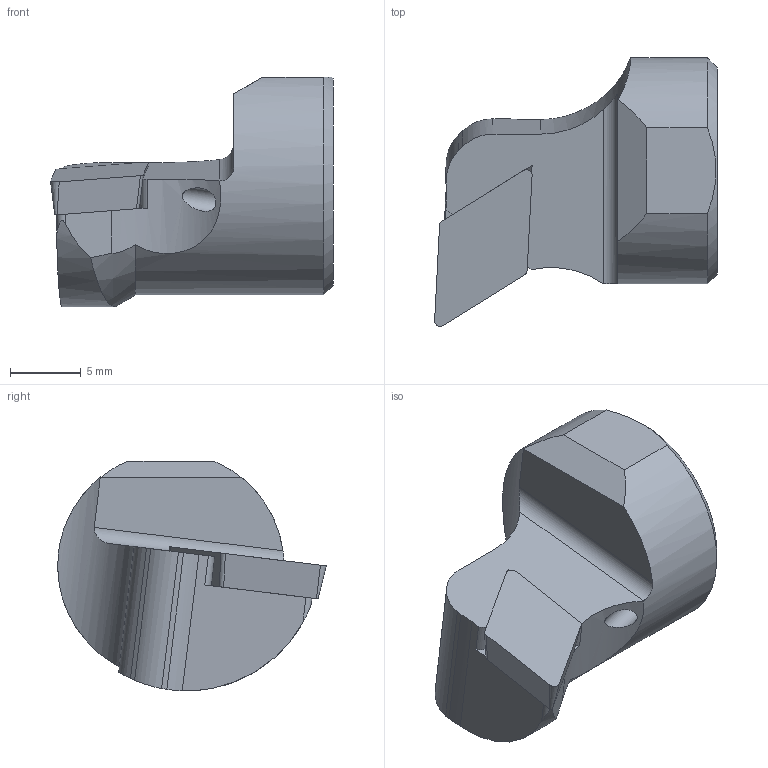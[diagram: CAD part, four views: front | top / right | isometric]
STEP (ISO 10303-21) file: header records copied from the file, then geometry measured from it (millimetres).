
FILE_DESCRIPTION(/* description */ (''),/* implementation_level */ '2;1');
FILE_NAME(/* name */ 'ATTC-A16-SDUCR-07.stp',/* time_stamp */ '2023-11-16T18:30:41+03:00',/* author */ (''),/* organization */ (''),/* preprocessor_version */ 'ST-DEVELOPER v19.4',/* originating_system */ 'SIEMENS PLM Software NX2306.3001',/* authorisation */ '');
FILE_SCHEMA (('AUTOMOTIVE_DESIGN { 1 0 10303 214 3 1 1 1 }'));
Length unit declared in the file: millimetre
Products named in the file (1): model1
Bounding box: 20 x 18.99 x 16.24 mm (x, y, z)
Volume: 2470.5 mm3; surface area: 1348.6 mm2
Topology: 2 solids, 2 shells, 40 faces, 107 edges, 71 vertices
Faces by surface type: plane 21, cylinder 14, cone 5
Full cylindrical faces by diameter (mm): 1.6 x1
Entity records: 1403 total; most frequent: CARTESIAN_POINT 392, DIRECTION 204, ORIENTED_EDGE 202, EDGE_CURVE 101, AXIS2_PLACEMENT_3D 75, VERTEX_POINT 69, LINE 54, VECTOR 54
